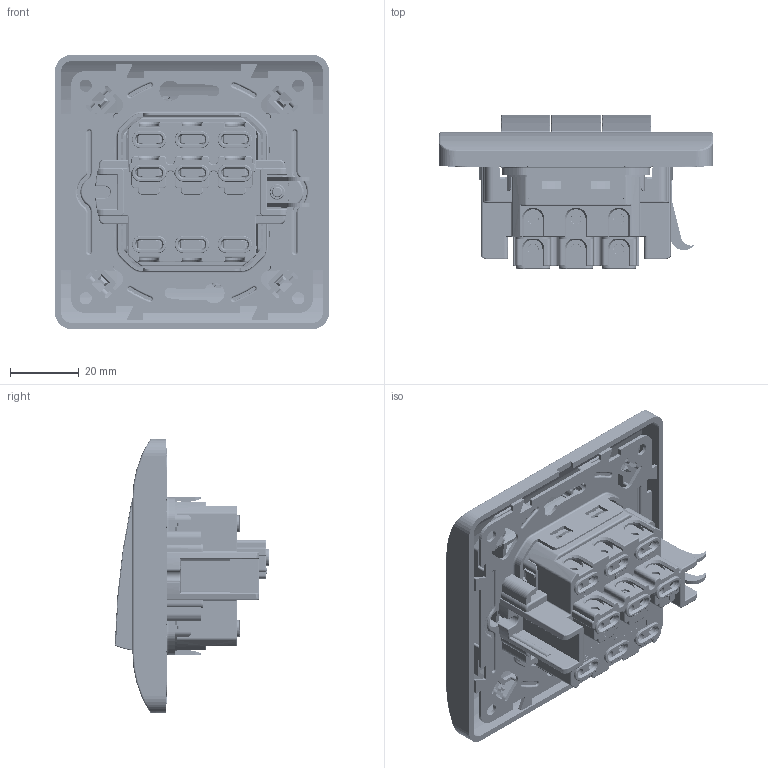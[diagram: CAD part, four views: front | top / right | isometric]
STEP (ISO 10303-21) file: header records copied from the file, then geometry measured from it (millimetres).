
FILE_DESCRIPTION((''),'2;1');
FILE_NAME('ASM0326_ASM','2023-12-28T',('wznwsJS'),(''),'PRO/ENGINEER BY PARAMETRIC TECHNOLOGY CORPORATION, 2008380','PRO/ENGINEER BY PARAMETRIC TECHNOLOGY CORPORATION, 2008380','');
FILE_SCHEMA(('CONFIG_CONTROL_DESIGN'));
Length unit declared in the file: millimetre
Products named in the file (29): PRT1045; PRT1046; PRT1047; PRT1048; ASM0367_ASM; PRT1049; PRT1050; PRT1051; PRT1052; ASM0368_ASM; PRT1053; PRT1054; ASM0369_ASM; PRT1055; PRT1056; PRT1057; PRT1058; PRT1059; PRT1060; PRT1061; PRT1062; PRT1063; PRT1064; ASM0366_ASM; ASM0329_ASM; PRT0242; ASM0328_ASM; ASM0327_ASM; ASM0326_ASM
Assembly tree (42 placements, depth 7):
  ASM0326_ASM
    ASM0327_ASM
      ASM0328_ASM
        ASM0329_ASM
          ASM0366_ASM
            PRT1045
            ASM0367_ASM  x3
              PRT1046
              PRT1047
              PRT1048
            ASM0368_ASM  x6
              PRT1049
              PRT1050
              PRT1051
              PRT1052
            ASM0369_ASM  x3
              PRT1053
              PRT1054
            PRT1055
            PRT1056  x3
            PRT1057
            PRT1058
            PRT1059
            PRT1060  x3
            PRT1061
            PRT1062
            PRT1063
            PRT1064
        PRT0242
Bounding box: 80 x 44.91 x 80 mm (x, y, z)
Volume: 47592.5 mm3; surface area: 73809.3 mm2
Topology: 49 solids, 49 shells, 6301 faces, 17452 edges, 11281 vertices
Faces by surface type: plane 3797, cylinder 1791, torus 325, bspline 258, cone 87, sphere 43
Entity records: 174303 total; most frequent: CARTESIAN_POINT 43845, ORIENTED_EDGE 28000, DIRECTION 26636, EDGE_CURVE 14000, VECTOR 9330, LINE 9330, VERTEX_POINT 9124, AXIS2_PLACEMENT_3D 8653
